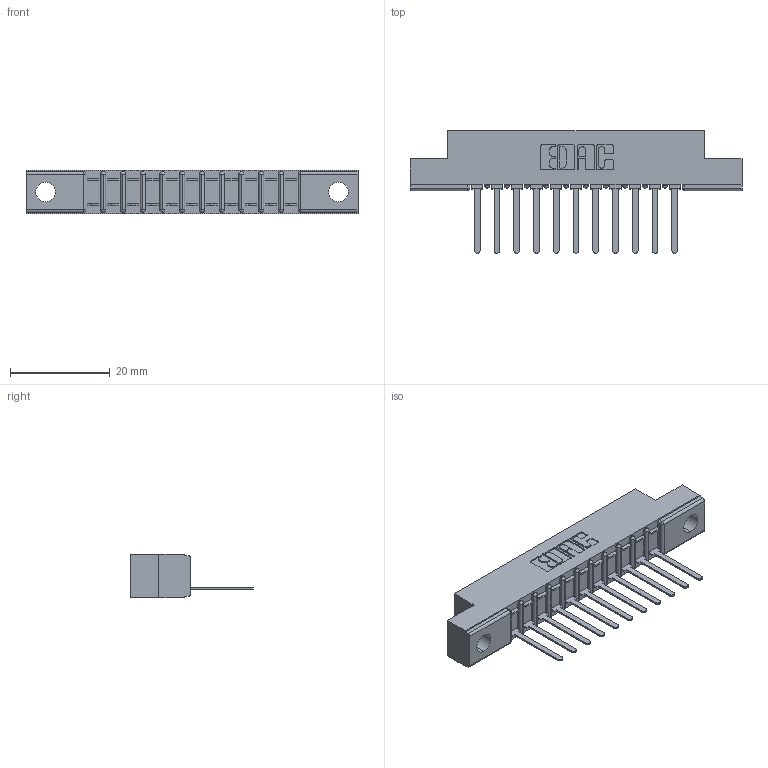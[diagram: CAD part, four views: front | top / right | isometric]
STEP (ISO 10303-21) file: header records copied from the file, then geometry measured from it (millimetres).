
FILE_DESCRIPTION (( 'STEP AP203' ), '1' );
FILE_NAME ('357-011-441-104.STEP', '2020-09-30T10:05:36', ( '' ), ( '' ), 'SwSTEP 2.0', 'SolidWorks 2020', '' );
FILE_SCHEMA (( 'CONFIG_CONTROL_DESIGN' ));
Length unit declared in the file: inch
Products named in the file (3): 357-011-441-104; 307 Part_.156 Dia Mounting Holes; 307-290-002_541
Assembly tree (12 placements, depth 2):
  357-011-441-104
    307 Part_.156 Dia Mounting Holes
    307-290-002_541  x11
Bounding box: 66.6 x 24.59 x 8.71 mm (x, y, z)
Volume: 4316.1 mm3; surface area: 7316.8 mm2
Topology: 12 solids, 12 shells, 958 faces, 2911 edges, 1906 vertices
Faces by surface type: plane 579, cylinder 355, sphere 24
Entity records: 14388 total; most frequent: CARTESIAN_POINT 2426, ORIENTED_EDGE 2414, DIRECTION 2363, EDGE_CURVE 1207, VECTOR 917, LINE 917, VERTEX_POINT 786, AXIS2_PLACEMENT_3D 723
